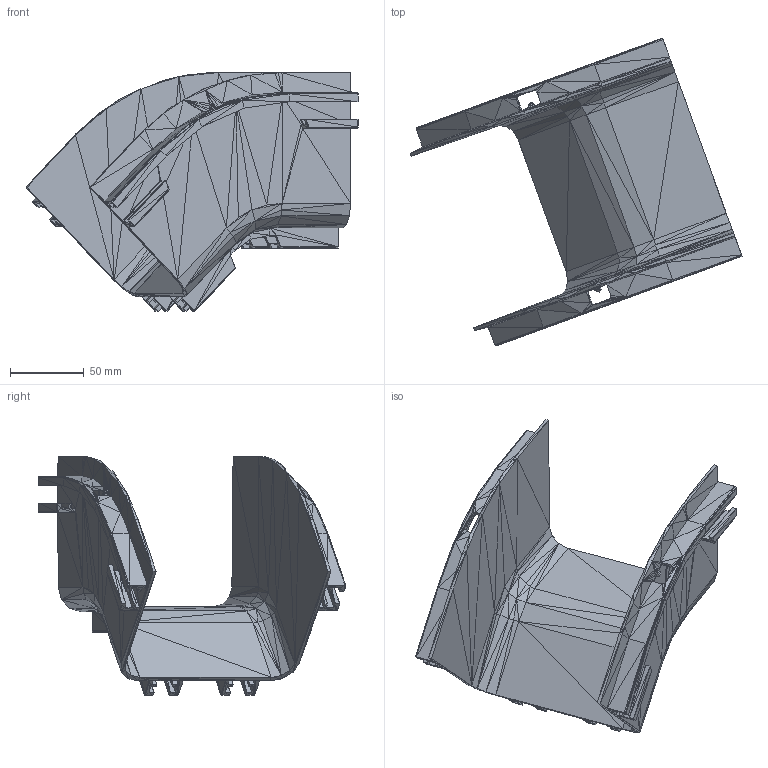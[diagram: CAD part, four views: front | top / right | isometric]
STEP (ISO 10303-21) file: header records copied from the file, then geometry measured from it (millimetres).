
FILE_DESCRIPTION(('FreeCAD Model'),'2;1');
FILE_NAME('Open CASCADE Shape Model','2022-11-28T14:46:26',('Author'),( ''),'Open CASCADE STEP processor 7.6','FreeCAD','Unknown');
FILE_SCHEMA(('AUTOMOTIVE_DESIGN { 1 0 10303 214 1 1 1 1 }'));
Products named in the file (1): _20mm_45___down_elbow___________________001 (Solid)
Bounding box: 224.4 x 207.98 x 161.53 mm (x, y, z)
Volume: 209942.6 mm3; surface area: 141784.5 mm2
Topology: 1 solids, 1 shells, 1444 faces, 2166 edges, 720 vertices
Faces by surface type: plane 1444
Entity records: 56342 total; most frequent: DIRECTION 9388, CARTESIAN_POINT 8663, LINE 6498, VECTOR 6498, ORIENTED_EDGE 4332, PCURVE 4332, DEFINITIONAL_REPRESENTATION 4332, EDGE_CURVE 2166
